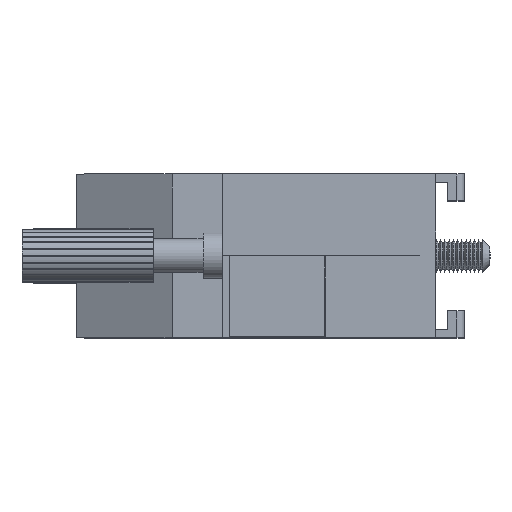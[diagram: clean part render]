
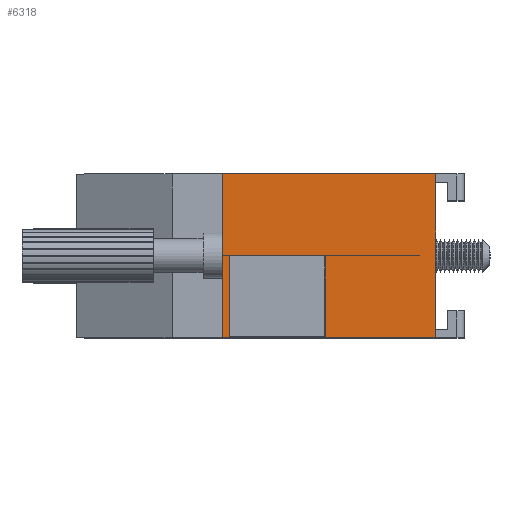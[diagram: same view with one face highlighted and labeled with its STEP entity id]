
A CAD part, top view. The second image highlights one B-rep face of the part: STEP entity #6318.
In plain terms, the highlighted planar face has unit normal (0, 0, 1).
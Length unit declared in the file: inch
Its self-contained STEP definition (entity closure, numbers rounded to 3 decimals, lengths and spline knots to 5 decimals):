
#51 = ORIENTED_EDGE ( 'NONE', *, *, #10826, .T. ) ;
#352 = CARTESIAN_POINT ( 'NONE',  ( -0.47123, -0.001, 0.835 ) ) ;
#362 = VERTEX_POINT ( 'NONE', #352 ) ;
#379 = CARTESIAN_POINT ( 'NONE',  ( -0.47123, 0.29, 0.835 ) ) ;
#595 = DIRECTION ( 'NONE',  ( 0., 1., 0. ) ) ;
#705 = VERTEX_POINT ( 'NONE', #2977 ) ;
#728 = VECTOR ( 'NONE', #4059, 39.37008 ) ;
#799 = VECTOR ( 'NONE', #4589, 39.37008 ) ;
#865 = DIRECTION ( 'NONE',  ( -1., 0., 0. ) ) ;
#1054 = CARTESIAN_POINT ( 'NONE',  ( -0.44928, -0.28785, 0.835 ) ) ;
#1090 = CARTESIAN_POINT ( 'NONE',  ( -0.47123, -0.001, 0.835 ) ) ;
#1096 = LINE ( 'NONE', #10148, #11145 ) ;
#1279 = LINE ( 'NONE', #11461, #11399 ) ;
#1466 = VERTEX_POINT ( 'NONE', #9423 ) ;
#1509 = CARTESIAN_POINT ( 'NONE',  ( 0.2269, 0.001, 0.835 ) ) ;
#1574 = ORIENTED_EDGE ( 'NONE', *, *, #7177, .F. ) ;
#1611 = DIRECTION ( 'NONE',  ( 0., 0., -1. ) ) ;
#1891 = VECTOR ( 'NONE', #6107, 39.37008 ) ;
#1917 = VERTEX_POINT ( 'NONE', #11217 ) ;
#1938 = DIRECTION ( 'NONE',  ( 1., 0., 0. ) ) ;
#1951 = ORIENTED_EDGE ( 'NONE', *, *, #5472, .F. ) ;
#1959 = LINE ( 'NONE', #4675, #9268 ) ;
#2088 = ORIENTED_EDGE ( 'NONE', *, *, #8981, .F. ) ;
#2343 = VERTEX_POINT ( 'NONE', #4513 ) ;
#2404 = CARTESIAN_POINT ( 'NONE',  ( -0.47123, 0.29, 0.835 ) ) ;
#2413 = LINE ( 'NONE', #1509, #11603 ) ;
#2414 = LINE ( 'NONE', #6122, #8988 ) ;
#2448 = ORIENTED_EDGE ( 'NONE', *, *, #7279, .F. ) ;
#2472 = VECTOR ( 'NONE', #9548, 39.37008 ) ;
#2534 = CARTESIAN_POINT ( 'NONE',  ( -0.47123, -0.29, 0.835 ) ) ;
#2837 = LINE ( 'NONE', #6551, #8761 ) ;
#2902 = DIRECTION ( 'NONE',  ( -1., 0., 0. ) ) ;
#2977 = CARTESIAN_POINT ( 'NONE',  ( -0.47123, -0.29, 0.835 ) ) ;
#3151 = EDGE_CURVE ( 'NONE', #8308, #4697, #3957, .T. ) ;
#3159 = LINE ( 'NONE', #6885, #8110 ) ;
#3166 = ORIENTED_EDGE ( 'NONE', *, *, #10741, .T. ) ;
#3512 = VECTOR ( 'NONE', #5206, 39.37008 ) ;
#3572 = EDGE_CURVE ( 'NONE', #2343, #10612, #2414, .T. ) ;
#3616 = ORIENTED_EDGE ( 'NONE', *, *, #5413, .T. ) ;
#3698 = DIRECTION ( 'NONE',  ( 0., -1., 0. ) ) ;
#3957 = LINE ( 'NONE', #7692, #6861 ) ;
#4059 = DIRECTION ( 'NONE',  ( 0., -1., 0. ) ) ;
#4139 = ORIENTED_EDGE ( 'NONE', *, *, #7985, .F. ) ;
#4268 = VERTEX_POINT ( 'NONE', #10404 ) ;
#4322 = FACE_OUTER_BOUND ( 'NONE', #11386, .T. ) ;
#4342 = ORIENTED_EDGE ( 'NONE', *, *, #3151, .F. ) ;
#4400 = ORIENTED_EDGE ( 'NONE', *, *, #5607, .F. ) ;
#4513 = CARTESIAN_POINT ( 'NONE',  ( 0.2269, -0.001, 0.835 ) ) ;
#4589 = DIRECTION ( 'NONE',  ( -1., 0., 0. ) ) ;
#4675 = CARTESIAN_POINT ( 'NONE',  ( -0.47123, 0.29, 0.835 ) ) ;
#4697 = VERTEX_POINT ( 'NONE', #10844 ) ;
#4805 = AXIS2_PLACEMENT_3D ( 'NONE', #2404, #1611, #5127 ) ;
#5127 = DIRECTION ( 'NONE',  ( -1., 0., 0. ) ) ;
#5158 = EDGE_CURVE ( 'NONE', #4268, #362, #9864, .T. ) ;
#5206 = DIRECTION ( 'NONE',  ( 0., -1., 0. ) ) ;
#5270 = DIRECTION ( 'NONE',  ( 1., 0., 0. ) ) ;
#5384 = CARTESIAN_POINT ( 'NONE',  ( -0.10965, -0.28985, 0.835 ) ) ;
#5413 = EDGE_CURVE ( 'NONE', #6581, #1466, #1959, .T. ) ;
#5415 = CARTESIAN_POINT ( 'NONE',  ( -0.44928, 0.002, 0.835 ) ) ;
#5456 = ORIENTED_EDGE ( 'NONE', *, *, #10425, .F. ) ;
#5472 = EDGE_CURVE ( 'NONE', #4268, #7082, #10468, .T. ) ;
#5514 = CARTESIAN_POINT ( 'NONE',  ( 0.28377, -0.29, 0.835 ) ) ;
#5607 = EDGE_CURVE ( 'NONE', #6030, #10206, #3159, .T. ) ;
#6004 = EDGE_CURVE ( 'NONE', #362, #705, #8686, .T. ) ;
#6030 = VERTEX_POINT ( 'NONE', #11933 ) ;
#6046 = PLANE ( 'NONE',  #4805 ) ;
#6107 = DIRECTION ( 'NONE',  ( -1., 0., 0. ) ) ;
#6122 = CARTESIAN_POINT ( 'NONE',  ( 0.2269, 0.001, 0.835 ) ) ;
#6130 = LINE ( 'NONE', #10001, #3512 ) ;
#6202 = ORIENTED_EDGE ( 'NONE', *, *, #6004, .T. ) ;
#6318 = ADVANCED_FACE ( 'NONE', ( #4322 ), #6046, .F. ) ;
#6354 = VERTEX_POINT ( 'NONE', #10725 ) ;
#6551 = CARTESIAN_POINT ( 'NONE',  ( -0.47123, 0.29, 0.835 ) ) ;
#6581 = VERTEX_POINT ( 'NONE', #6762 ) ;
#6644 = CARTESIAN_POINT ( 'NONE',  ( 0.2269, 0.001, 0.835 ) ) ;
#6762 = CARTESIAN_POINT ( 'NONE',  ( -0.47123, 0.29, 0.835 ) ) ;
#6767 = DIRECTION ( 'NONE',  ( 0., 1., 0. ) ) ;
#6861 = VECTOR ( 'NONE', #6767, 39.37008 ) ;
#6885 = CARTESIAN_POINT ( 'NONE',  ( -0.10765, -0.28785, 0.835 ) ) ;
#6960 = CARTESIAN_POINT ( 'NONE',  ( -0.10765, -0.28985, 0.835 ) ) ;
#7082 = VERTEX_POINT ( 'NONE', #10712 ) ;
#7177 = EDGE_CURVE ( 'NONE', #11747, #1917, #10095, .T. ) ;
#7279 = EDGE_CURVE ( 'NONE', #1917, #1466, #1279, .T. ) ;
#7471 = ORIENTED_EDGE ( 'NONE', *, *, #11222, .F. ) ;
#7692 = CARTESIAN_POINT ( 'NONE',  ( -0.10765, -0.28785, 0.835 ) ) ;
#7985 = EDGE_CURVE ( 'NONE', #10612, #6030, #2413, .T. ) ;
#7997 = CARTESIAN_POINT ( 'NONE',  ( -0.47123, -0.001, 0.835 ) ) ;
#8049 = CARTESIAN_POINT ( 'NONE',  ( -0.44928, -0.28785, 0.835 ) ) ;
#8110 = VECTOR ( 'NONE', #11540, 39.37008 ) ;
#8308 = VERTEX_POINT ( 'NONE', #6960 ) ;
#8428 = ORIENTED_EDGE ( 'NONE', *, *, #10922, .F. ) ;
#8498 = VECTOR ( 'NONE', #11836, 39.37008 ) ;
#8686 = LINE ( 'NONE', #379, #728 ) ;
#8752 = VECTOR ( 'NONE', #5270, 39.37008 ) ;
#8761 = VECTOR ( 'NONE', #1938, 39.37008 ) ;
#8953 = VERTEX_POINT ( 'NONE', #5514 ) ;
#8981 = EDGE_CURVE ( 'NONE', #10206, #11747, #1096, .T. ) ;
#8988 = VECTOR ( 'NONE', #595, 39.37008 ) ;
#9268 = VECTOR ( 'NONE', #3698, 39.37008 ) ;
#9423 = CARTESIAN_POINT ( 'NONE',  ( -0.47123, 0.001, 0.835 ) ) ;
#9548 = DIRECTION ( 'NONE',  ( 0., -1., 0. ) ) ;
#9864 = LINE ( 'NONE', #7997, #1891 ) ;
#9898 = LINE ( 'NONE', #2534, #11272 ) ;
#10001 = CARTESIAN_POINT ( 'NONE',  ( 0.28377, 0.29, 0.835 ) ) ;
#10012 = LINE ( 'NONE', #5384, #8752 ) ;
#10015 = DIRECTION ( 'NONE',  ( 1., 0., 0. ) ) ;
#10095 = LINE ( 'NONE', #8049, #8498 ) ;
#10148 = CARTESIAN_POINT ( 'NONE',  ( -0.10965, 0.002, 0.835 ) ) ;
#10206 = VERTEX_POINT ( 'NONE', #10333 ) ;
#10333 = CARTESIAN_POINT ( 'NONE',  ( -0.10765, 0.002, 0.835 ) ) ;
#10404 = CARTESIAN_POINT ( 'NONE',  ( -0.44928, -0.001, 0.835 ) ) ;
#10425 = EDGE_CURVE ( 'NONE', #7082, #8308, #10012, .T. ) ;
#10468 = LINE ( 'NONE', #1054, #2472 ) ;
#10612 = VERTEX_POINT ( 'NONE', #6644 ) ;
#10712 = CARTESIAN_POINT ( 'NONE',  ( -0.44928, -0.28985, 0.835 ) ) ;
#10725 = CARTESIAN_POINT ( 'NONE',  ( 0.28377, 0.29, 0.835 ) ) ;
#10741 = EDGE_CURVE ( 'NONE', #705, #8953, #9898, .T. ) ;
#10826 = EDGE_CURVE ( 'NONE', #2343, #4697, #11935, .T. ) ;
#10844 = CARTESIAN_POINT ( 'NONE',  ( -0.10765, -0.001, 0.835 ) ) ;
#10922 = EDGE_CURVE ( 'NONE', #6581, #6354, #2837, .T. ) ;
#11104 = ORIENTED_EDGE ( 'NONE', *, *, #3572, .F. ) ;
#11145 = VECTOR ( 'NONE', #2902, 39.37008 ) ;
#11217 = CARTESIAN_POINT ( 'NONE',  ( -0.44928, 0.001, 0.835 ) ) ;
#11222 = EDGE_CURVE ( 'NONE', #6354, #8953, #6130, .T. ) ;
#11272 = VECTOR ( 'NONE', #10015, 39.37008 ) ;
#11386 = EDGE_LOOP ( 'NONE', ( #2448, #1574, #2088, #4400, #4139, #11104, #51, #4342, #5456, #1951, #11774, #6202, #3166, #7471, #8428, #3616 ) ) ;
#11399 = VECTOR ( 'NONE', #865, 39.37008 ) ;
#11461 = CARTESIAN_POINT ( 'NONE',  ( 0.2269, 0.001, 0.835 ) ) ;
#11540 = DIRECTION ( 'NONE',  ( 0., 1., 0. ) ) ;
#11603 = VECTOR ( 'NONE', #11689, 39.37008 ) ;
#11689 = DIRECTION ( 'NONE',  ( -1., 0., 0. ) ) ;
#11747 = VERTEX_POINT ( 'NONE', #5415 ) ;
#11774 = ORIENTED_EDGE ( 'NONE', *, *, #5158, .T. ) ;
#11836 = DIRECTION ( 'NONE',  ( 0., -1., 0. ) ) ;
#11933 = CARTESIAN_POINT ( 'NONE',  ( -0.10765, 0.001, 0.835 ) ) ;
#11935 = LINE ( 'NONE', #1090, #799 ) ;
